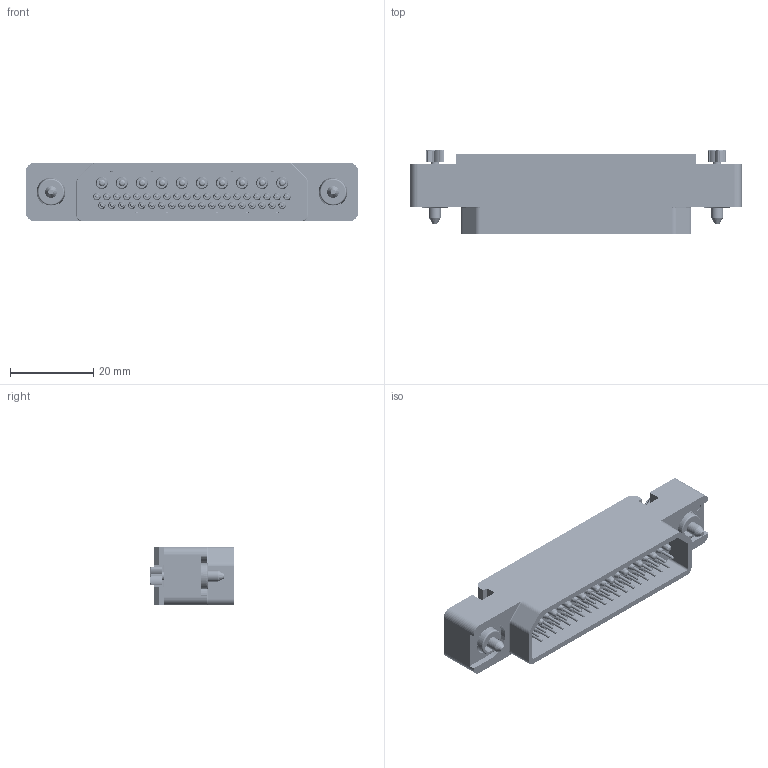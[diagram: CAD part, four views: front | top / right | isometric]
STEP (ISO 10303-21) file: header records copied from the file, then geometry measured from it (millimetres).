
FILE_DESCRIPTION((''),'2;1');
FILE_NAME('1900ND03P2A00E','2019-10-29T',('presta_be4'),(''),'CREO PARAMETRIC BY PTC INC, 2018360','CREO PARAMETRIC BY PTC INC, 2018360','');
FILE_SCHEMA(('CONFIG_CONTROL_DESIGN'));
Products named in the file (1): 1900ND03P2A00E
Bounding box: 80 x 20.16 x 14 mm (x, y, z)
Volume: 10807.7 mm3; surface area: 14844 mm2
Topology: 3 solids, 4 shells, 4334 faces, 10697 edges, 6647 vertices
Faces by surface type: plane 1950, cylinder 1401, cone 612, torus 241, bspline 102, extrusion 28
Entity records: 150568 total; most frequent: CARTESIAN_POINT 46829, DIRECTION 21966, ORIENTED_EDGE 21190, EDGE_CURVE 10595, AXIS2_PLACEMENT_3D 7762, VERTEX_POINT 6647, VECTOR 6442, LINE 6414
